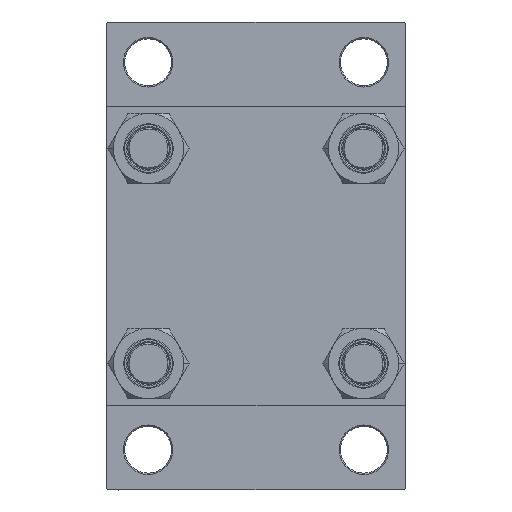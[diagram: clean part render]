
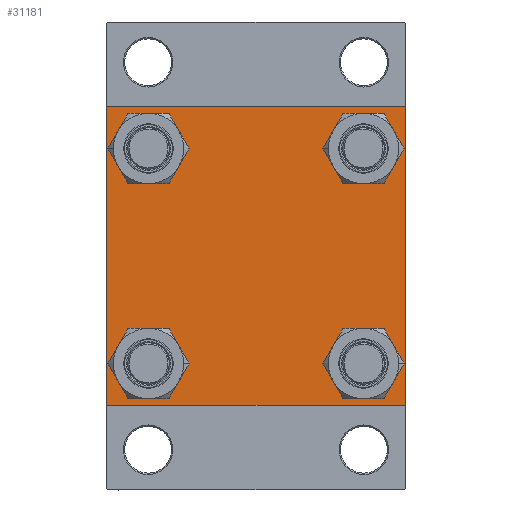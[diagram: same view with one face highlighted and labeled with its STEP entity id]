
A CAD part, left-side view. The second image highlights one B-rep face of the part: STEP entity #31181.
In plain terms, the highlighted planar face has unit normal (-1, 0, 0).
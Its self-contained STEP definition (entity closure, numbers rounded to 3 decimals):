
#228 = EDGE_CURVE ( 'NONE', #16963, #13898, #44376, .T. ) ;
#603 = DIRECTION ( 'NONE',  ( 0., -1., 0. ) ) ;
#1548 = VERTEX_POINT ( 'NONE', #24933 ) ;
#1695 = DIRECTION ( 'NONE',  ( 0., -0.707, 0.707 ) ) ;
#1770 = DIRECTION ( 'NONE',  ( 1., 0., 0. ) ) ;
#1896 = AXIS2_PLACEMENT_3D ( 'NONE', #28472, #21217, #2812 ) ;
#2740 = CARTESIAN_POINT ( 'NONE',  ( 0., -57.5, 57.5 ) ) ;
#2812 = DIRECTION ( 'NONE',  ( 0., 0., 1. ) ) ;
#2916 = CARTESIAN_POINT ( 'NONE',  ( 0., 57., -57.5 ) ) ;
#3443 = FACE_BOUND ( 'NONE', #14817, .T. ) ;
#3476 = CARTESIAN_POINT ( 'NONE',  ( 0., -41.35, -41.35 ) ) ;
#3541 = AXIS2_PLACEMENT_3D ( 'NONE', #19168, #33927, #15533 ) ;
#4378 = VECTOR ( 'NONE', #33479, 1000. ) ;
#4653 = VERTEX_POINT ( 'NONE', #25630 ) ;
#4946 = ORIENTED_EDGE ( 'NONE', *, *, #11859, .T. ) ;
#5295 = AXIS2_PLACEMENT_3D ( 'NONE', #34930, #1770, #35402 ) ;
#5895 = VERTEX_POINT ( 'NONE', #12961 ) ;
#6014 = CARTESIAN_POINT ( 'NONE',  ( 0., 41.35, 41.35 ) ) ;
#6273 = ORIENTED_EDGE ( 'NONE', *, *, #23760, .T. ) ;
#6839 = FACE_OUTER_BOUND ( 'NONE', #17428, .T. ) ;
#7189 = CARTESIAN_POINT ( 'NONE',  ( 0., 57.25, -57.25 ) ) ;
#7313 = FACE_BOUND ( 'NONE', #21915, .T. ) ;
#7583 = EDGE_CURVE ( 'NONE', #24469, #9777, #32338, .T. ) ;
#8283 = ORIENTED_EDGE ( 'NONE', *, *, #228, .T. ) ;
#8507 = DIRECTION ( 'NONE',  ( 0., 0., 1. ) ) ;
#8795 = DIRECTION ( 'NONE',  ( 0., 0.707, 0.707 ) ) ;
#9179 = CARTESIAN_POINT ( 'NONE',  ( 0., -57.25, -57.25 ) ) ;
#9422 = ORIENTED_EDGE ( 'NONE', *, *, #27181, .F. ) ;
#9434 = AXIS2_PLACEMENT_3D ( 'NONE', #20310, #38694, #20541 ) ;
#9601 = CIRCLE ( 'NONE', #1896, 8.5 ) ;
#9758 = VERTEX_POINT ( 'NONE', #15548 ) ;
#9777 = VERTEX_POINT ( 'NONE', #38282 ) ;
#10103 = CIRCLE ( 'NONE', #37141, 8.5 ) ;
#10201 = CARTESIAN_POINT ( 'NONE',  ( 0., 57.5, 57.5 ) ) ;
#10399 = EDGE_CURVE ( 'NONE', #47240, #35948, #37385, .T. ) ;
#10854 = VERTEX_POINT ( 'NONE', #18892 ) ;
#11527 = ORIENTED_EDGE ( 'NONE', *, *, #47072, .T. ) ;
#11676 = CARTESIAN_POINT ( 'NONE',  ( 0., -41.35, -32.85 ) ) ;
#11859 = EDGE_CURVE ( 'NONE', #4653, #28038, #34026, .T. ) ;
#12120 = ORIENTED_EDGE ( 'NONE', *, *, #7583, .T. ) ;
#12145 = CARTESIAN_POINT ( 'NONE',  ( 0., 41.35, -41.35 ) ) ;
#12477 = AXIS2_PLACEMENT_3D ( 'NONE', #21150, #36604, #40241 ) ;
#12961 = CARTESIAN_POINT ( 'NONE',  ( 0., -41.35, 49.85 ) ) ;
#13463 = EDGE_LOOP ( 'NONE', ( #41667, #6273 ) ) ;
#13577 = EDGE_CURVE ( 'NONE', #9777, #24469, #10103, .T. ) ;
#13862 = VECTOR ( 'NONE', #603, 1000. ) ;
#13898 = VERTEX_POINT ( 'NONE', #28719 ) ;
#14592 = FACE_BOUND ( 'NONE', #18274, .T. ) ;
#14817 = EDGE_LOOP ( 'NONE', ( #4946, #47459 ) ) ;
#15416 = VECTOR ( 'NONE', #8795, 1000. ) ;
#15514 = CARTESIAN_POINT ( 'NONE',  ( 0., 41.35, 32.85 ) ) ;
#15533 = DIRECTION ( 'NONE',  ( 0., 0., 1. ) ) ;
#15548 = CARTESIAN_POINT ( 'NONE',  ( 0., -57.5, 57. ) ) ;
#16693 = LINE ( 'NONE', #9179, #31772 ) ;
#16963 = VERTEX_POINT ( 'NONE', #19373 ) ;
#17075 = CARTESIAN_POINT ( 'NONE',  ( 0., 41.35, -49.85 ) ) ;
#17148 = CARTESIAN_POINT ( 'NONE',  ( 0., -57.5, -57. ) ) ;
#17428 = EDGE_LOOP ( 'NONE', ( #8283, #21113, #22819, #24695, #28527, #29443, #9422, #29249 ) ) ;
#18096 = LINE ( 'NONE', #7189, #41287 ) ;
#18274 = EDGE_LOOP ( 'NONE', ( #36472, #12120 ) ) ;
#18481 = AXIS2_PLACEMENT_3D ( 'NONE', #3476, #40041, #33250 ) ;
#18892 = CARTESIAN_POINT ( 'NONE',  ( 0., -41.35, 32.85 ) ) ;
#19031 = VECTOR ( 'NONE', #32275, 1000. ) ;
#19168 = CARTESIAN_POINT ( 'NONE',  ( 0., -41.35, 41.35 ) ) ;
#19373 = CARTESIAN_POINT ( 'NONE',  ( 0., 57.5, 57. ) ) ;
#19468 = CARTESIAN_POINT ( 'NONE',  ( 0., -57.25, 57.25 ) ) ;
#19485 = EDGE_CURVE ( 'NONE', #36047, #16963, #22706, .T. ) ;
#20227 = VERTEX_POINT ( 'NONE', #11676 ) ;
#20310 = CARTESIAN_POINT ( 'NONE',  ( 0., -41.35, -41.35 ) ) ;
#20541 = DIRECTION ( 'NONE',  ( 0., 0., 1. ) ) ;
#20542 = DIRECTION ( 'NONE',  ( 1., 0., 0. ) ) ;
#20624 = DIRECTION ( 'NONE',  ( 0., 0., 1. ) ) ;
#21113 = ORIENTED_EDGE ( 'NONE', *, *, #38093, .T. ) ;
#21150 = CARTESIAN_POINT ( 'NONE',  ( 0., 0., 0. ) ) ;
#21217 = DIRECTION ( 'NONE',  ( 1., 0., 0. ) ) ;
#21346 = ORIENTED_EDGE ( 'NONE', *, *, #39013, .T. ) ;
#21622 = FACE_BOUND ( 'NONE', #13463, .T. ) ;
#21915 = EDGE_LOOP ( 'NONE', ( #11527, #21346 ) ) ;
#21972 = DIRECTION ( 'NONE',  ( 0., -0.707, -0.707 ) ) ;
#22270 = EDGE_CURVE ( 'NONE', #28038, #4653, #34668, .T. ) ;
#22706 = LINE ( 'NONE', #32874, #24113 ) ;
#22819 = ORIENTED_EDGE ( 'NONE', *, *, #10399, .T. ) ;
#23557 = CARTESIAN_POINT ( 'NONE',  ( 0., 41.35, -41.35 ) ) ;
#23760 = EDGE_CURVE ( 'NONE', #30531, #20227, #37798, .T. ) ;
#24113 = VECTOR ( 'NONE', #25852, 1000. ) ;
#24469 = VERTEX_POINT ( 'NONE', #17075 ) ;
#24638 = AXIS2_PLACEMENT_3D ( 'NONE', #12145, #38502, #8507 ) ;
#24684 = EDGE_CURVE ( 'NONE', #9758, #1548, #38088, .T. ) ;
#24695 = ORIENTED_EDGE ( 'NONE', *, *, #27376, .T. ) ;
#24933 = CARTESIAN_POINT ( 'NONE',  ( 0., -57., 57.5 ) ) ;
#24984 = LINE ( 'NONE', #10201, #42572 ) ;
#25486 = PLANE ( 'NONE',  #12477 ) ;
#25630 = CARTESIAN_POINT ( 'NONE',  ( 0., 41.35, 49.85 ) ) ;
#25852 = DIRECTION ( 'NONE',  ( 0., 0.707, -0.707 ) ) ;
#27181 = EDGE_CURVE ( 'NONE', #36047, #1548, #24984, .T. ) ;
#27376 = EDGE_CURVE ( 'NONE', #35948, #46359, #16693, .T. ) ;
#28038 = VERTEX_POINT ( 'NONE', #15514 ) ;
#28472 = CARTESIAN_POINT ( 'NONE',  ( 0., -41.35, 41.35 ) ) ;
#28527 = ORIENTED_EDGE ( 'NONE', *, *, #43385, .F. ) ;
#28719 = CARTESIAN_POINT ( 'NONE',  ( 0., 57.5, -57. ) ) ;
#29080 = CIRCLE ( 'NONE', #3541, 8.5 ) ;
#29249 = ORIENTED_EDGE ( 'NONE', *, *, #19485, .T. ) ;
#29443 = ORIENTED_EDGE ( 'NONE', *, *, #24684, .T. ) ;
#30531 = VERTEX_POINT ( 'NONE', #46924 ) ;
#30540 = EDGE_CURVE ( 'NONE', #20227, #30531, #41160, .T. ) ;
#31181 = ADVANCED_FACE ( 'NONE', ( #7313, #21622, #14592, #3443, #6839 ), #25486, .T. ) ;
#31281 = DIRECTION ( 'NONE',  ( 1., 0., 0. ) ) ;
#31772 = VECTOR ( 'NONE', #1695, 1000. ) ;
#32275 = DIRECTION ( 'NONE',  ( 0., 0., -1. ) ) ;
#32338 = CIRCLE ( 'NONE', #24638, 8.5 ) ;
#32874 = CARTESIAN_POINT ( 'NONE',  ( 0., 57.25, 57.25 ) ) ;
#33250 = DIRECTION ( 'NONE',  ( 0., 0., 1. ) ) ;
#33479 = DIRECTION ( 'NONE',  ( 0., 0., -1. ) ) ;
#33767 = CARTESIAN_POINT ( 'NONE',  ( 0., 57.5, -57.5 ) ) ;
#33927 = DIRECTION ( 'NONE',  ( 1., 0., 0. ) ) ;
#34026 = CIRCLE ( 'NONE', #40203, 8.5 ) ;
#34668 = CIRCLE ( 'NONE', #5295, 8.5 ) ;
#34930 = CARTESIAN_POINT ( 'NONE',  ( 0., 41.35, 41.35 ) ) ;
#35308 = DIRECTION ( 'NONE',  ( 0., 0., 1. ) ) ;
#35402 = DIRECTION ( 'NONE',  ( 0., 0., 1. ) ) ;
#35901 = LINE ( 'NONE', #2740, #19031 ) ;
#35948 = VERTEX_POINT ( 'NONE', #42860 ) ;
#36047 = VERTEX_POINT ( 'NONE', #43810 ) ;
#36472 = ORIENTED_EDGE ( 'NONE', *, *, #13577, .T. ) ;
#36604 = DIRECTION ( 'NONE',  ( -1., 0., 0. ) ) ;
#37141 = AXIS2_PLACEMENT_3D ( 'NONE', #23557, #31281, #20624 ) ;
#37385 = LINE ( 'NONE', #33767, #13862 ) ;
#37798 = CIRCLE ( 'NONE', #18481, 8.5 ) ;
#38088 = LINE ( 'NONE', #19468, #15416 ) ;
#38093 = EDGE_CURVE ( 'NONE', #13898, #47240, #18096, .T. ) ;
#38282 = CARTESIAN_POINT ( 'NONE',  ( 0., 41.35, -32.85 ) ) ;
#38502 = DIRECTION ( 'NONE',  ( 1., 0., 0. ) ) ;
#38694 = DIRECTION ( 'NONE',  ( 1., 0., 0. ) ) ;
#39013 = EDGE_CURVE ( 'NONE', #10854, #5895, #9601, .T. ) ;
#39739 = DIRECTION ( 'NONE',  ( 0., -1., 0. ) ) ;
#40041 = DIRECTION ( 'NONE',  ( 1., 0., 0. ) ) ;
#40203 = AXIS2_PLACEMENT_3D ( 'NONE', #6014, #20542, #35308 ) ;
#40241 = DIRECTION ( 'NONE',  ( 0., 0., 1. ) ) ;
#41160 = CIRCLE ( 'NONE', #9434, 8.5 ) ;
#41287 = VECTOR ( 'NONE', #21972, 1000. ) ;
#41667 = ORIENTED_EDGE ( 'NONE', *, *, #30540, .T. ) ;
#42572 = VECTOR ( 'NONE', #39739, 1000. ) ;
#42860 = CARTESIAN_POINT ( 'NONE',  ( 0., -57., -57.5 ) ) ;
#43385 = EDGE_CURVE ( 'NONE', #9758, #46359, #35901, .T. ) ;
#43810 = CARTESIAN_POINT ( 'NONE',  ( 0., 57., 57.5 ) ) ;
#44376 = LINE ( 'NONE', #47299, #4378 ) ;
#46359 = VERTEX_POINT ( 'NONE', #17148 ) ;
#46924 = CARTESIAN_POINT ( 'NONE',  ( 0., -41.35, -49.85 ) ) ;
#47072 = EDGE_CURVE ( 'NONE', #5895, #10854, #29080, .T. ) ;
#47240 = VERTEX_POINT ( 'NONE', #2916 ) ;
#47299 = CARTESIAN_POINT ( 'NONE',  ( 0., 57.5, 57.5 ) ) ;
#47459 = ORIENTED_EDGE ( 'NONE', *, *, #22270, .T. ) ;
